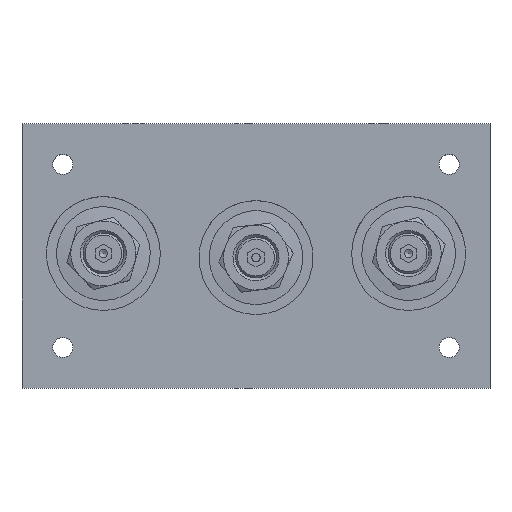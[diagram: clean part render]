
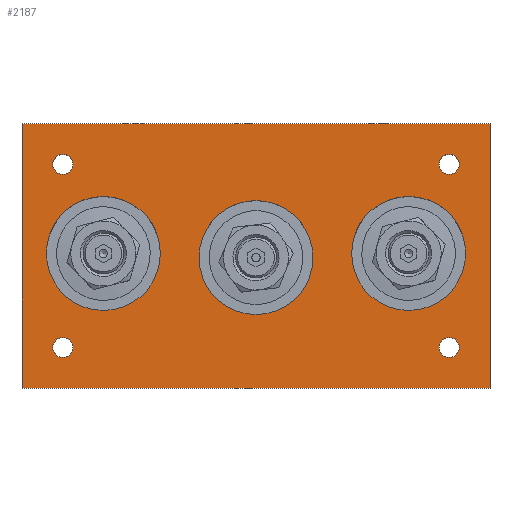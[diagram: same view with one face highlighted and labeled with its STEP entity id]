
A CAD part, top view. The second image highlights one B-rep face of the part: STEP entity #2187.
In plain terms, the highlighted planar face has unit normal (0, 0, 1).
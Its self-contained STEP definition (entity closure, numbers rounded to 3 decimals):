
#154=FACE_BOUND('',#474,.T.);
#155=FACE_BOUND('',#475,.T.);
#156=FACE_BOUND('',#476,.T.);
#157=FACE_BOUND('',#477,.T.);
#158=FACE_BOUND('',#478,.T.);
#159=FACE_BOUND('',#479,.T.);
#160=FACE_BOUND('',#480,.T.);
#199=PLANE('',#2559);
#326=FACE_OUTER_BOUND('',#473,.T.);
#473=EDGE_LOOP('',(#1618,#1619,#1620,#1621));
#474=EDGE_LOOP('',(#1622));
#475=EDGE_LOOP('',(#1623));
#476=EDGE_LOOP('',(#1624));
#477=EDGE_LOOP('',(#1625));
#478=EDGE_LOOP('',(#1626));
#479=EDGE_LOOP('',(#1627));
#480=EDGE_LOOP('',(#1628));
#646=LINE('',#3641,#786);
#650=LINE('',#3649,#790);
#653=LINE('',#3655,#793);
#656=LINE('',#3660,#796);
#786=VECTOR('',#2915,10.);
#790=VECTOR('',#2921,10.);
#793=VECTOR('',#2926,10.);
#796=VECTOR('',#2931,10.);
#916=CIRCLE('',#2523,2.459);
#918=CIRCLE('',#2526,2.459);
#920=CIRCLE('',#2529,2.459);
#922=CIRCLE('',#2532,2.459);
#926=CIRCLE('',#2538,14.);
#930=CIRCLE('',#2545,14.);
#934=CIRCLE('',#2552,14.);
#1053=VERTEX_POINT('',#3576);
#1055=VERTEX_POINT('',#3582);
#1057=VERTEX_POINT('',#3588);
#1059=VERTEX_POINT('',#3594);
#1063=VERTEX_POINT('',#3605);
#1067=VERTEX_POINT('',#3618);
#1071=VERTEX_POINT('',#3631);
#1073=VERTEX_POINT('',#3639);
#1074=VERTEX_POINT('',#3640);
#1077=VERTEX_POINT('',#3648);
#1079=VERTEX_POINT('',#3654);
#1249=EDGE_CURVE('',#1053,#1053,#916,.T.);
#1252=EDGE_CURVE('',#1055,#1055,#918,.T.);
#1255=EDGE_CURVE('',#1057,#1057,#920,.T.);
#1258=EDGE_CURVE('',#1059,#1059,#922,.T.);
#1263=EDGE_CURVE('',#1063,#1063,#926,.T.);
#1269=EDGE_CURVE('',#1067,#1067,#930,.T.);
#1275=EDGE_CURVE('',#1071,#1071,#934,.T.);
#1279=EDGE_CURVE('',#1073,#1074,#646,.T.);
#1283=EDGE_CURVE('',#1074,#1077,#650,.T.);
#1286=EDGE_CURVE('',#1077,#1079,#653,.T.);
#1289=EDGE_CURVE('',#1079,#1073,#656,.T.);
#1618=ORIENTED_EDGE('',*,*,#1279,.F.);
#1619=ORIENTED_EDGE('',*,*,#1289,.F.);
#1620=ORIENTED_EDGE('',*,*,#1286,.F.);
#1621=ORIENTED_EDGE('',*,*,#1283,.F.);
#1622=ORIENTED_EDGE('',*,*,#1249,.T.);
#1623=ORIENTED_EDGE('',*,*,#1252,.T.);
#1624=ORIENTED_EDGE('',*,*,#1255,.T.);
#1625=ORIENTED_EDGE('',*,*,#1258,.T.);
#1626=ORIENTED_EDGE('',*,*,#1263,.T.);
#1627=ORIENTED_EDGE('',*,*,#1269,.T.);
#1628=ORIENTED_EDGE('',*,*,#1275,.T.);
#2187=ADVANCED_FACE('',(#326,#154,#155,#156,#157,#158,#159,#160),#199,.T.);
#2523=AXIS2_PLACEMENT_3D('',#3577,#2839,#2840);
#2526=AXIS2_PLACEMENT_3D('',#3583,#2846,#2847);
#2529=AXIS2_PLACEMENT_3D('',#3589,#2853,#2854);
#2532=AXIS2_PLACEMENT_3D('',#3595,#2860,#2861);
#2538=AXIS2_PLACEMENT_3D('',#3606,#2873,#2874);
#2545=AXIS2_PLACEMENT_3D('',#3619,#2889,#2890);
#2552=AXIS2_PLACEMENT_3D('',#3632,#2905,#2906);
#2559=AXIS2_PLACEMENT_3D('',#3662,#2933,#2934);
#2839=DIRECTION('center_axis',(0.,0.,-1.));
#2840=DIRECTION('ref_axis',(1.,0.,0.));
#2846=DIRECTION('center_axis',(0.,0.,-1.));
#2847=DIRECTION('ref_axis',(1.,0.,0.));
#2853=DIRECTION('center_axis',(0.,0.,-1.));
#2854=DIRECTION('ref_axis',(1.,0.,0.));
#2860=DIRECTION('center_axis',(0.,0.,-1.));
#2861=DIRECTION('ref_axis',(1.,0.,0.));
#2873=DIRECTION('center_axis',(0.,0.,-1.));
#2874=DIRECTION('ref_axis',(1.,0.,0.));
#2889=DIRECTION('center_axis',(0.,0.,-1.));
#2890=DIRECTION('ref_axis',(1.,0.,0.));
#2905=DIRECTION('center_axis',(0.,0.,-1.));
#2906=DIRECTION('ref_axis',(1.,0.,0.));
#2915=DIRECTION('',(0.,-1.,0.));
#2921=DIRECTION('',(-1.,0.,0.));
#2926=DIRECTION('',(0.,1.,0.));
#2931=DIRECTION('',(1.,0.,0.));
#2933=DIRECTION('center_axis',(0.,0.,1.));
#2934=DIRECTION('ref_axis',(1.,0.,0.));
#3576=CARTESIAN_POINT('',(45.042,22.5,24.));
#3577=CARTESIAN_POINT('Origin',(47.5,22.5,24.));
#3582=CARTESIAN_POINT('',(45.042,-22.5,24.));
#3583=CARTESIAN_POINT('Origin',(47.5,-22.5,24.));
#3588=CARTESIAN_POINT('',(-49.959,-22.5,24.));
#3589=CARTESIAN_POINT('Origin',(-47.5,-22.5,24.));
#3594=CARTESIAN_POINT('',(-49.959,22.5,24.));
#3595=CARTESIAN_POINT('Origin',(-47.5,22.5,24.));
#3605=CARTESIAN_POINT('',(-14.,-0.4,24.));
#3606=CARTESIAN_POINT('Origin',(0.,-0.4,24.));
#3618=CARTESIAN_POINT('',(23.5,0.6,24.));
#3619=CARTESIAN_POINT('Origin',(37.5,0.6,24.));
#3631=CARTESIAN_POINT('',(-51.5,0.6,24.));
#3632=CARTESIAN_POINT('Origin',(-37.5,0.6,24.));
#3639=CARTESIAN_POINT('',(57.5,32.5,24.));
#3640=CARTESIAN_POINT('',(57.5,-32.5,24.));
#3641=CARTESIAN_POINT('',(57.5,32.5,24.));
#3648=CARTESIAN_POINT('',(-57.5,-32.5,24.));
#3649=CARTESIAN_POINT('',(57.5,-32.5,24.));
#3654=CARTESIAN_POINT('',(-57.5,32.5,24.));
#3655=CARTESIAN_POINT('',(-57.5,-32.5,24.));
#3660=CARTESIAN_POINT('',(-57.5,32.5,24.));
#3662=CARTESIAN_POINT('Origin',(0.,0.,24.));
